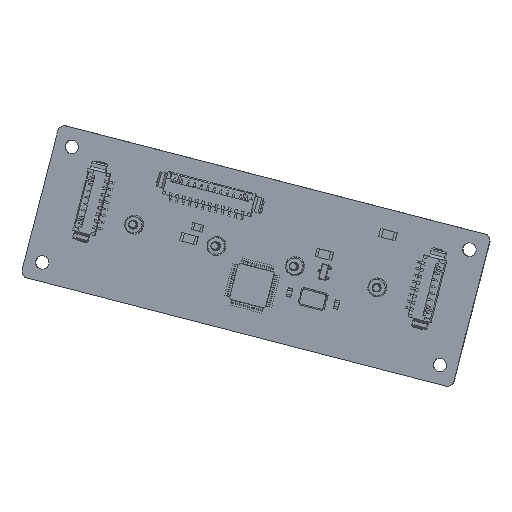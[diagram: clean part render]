
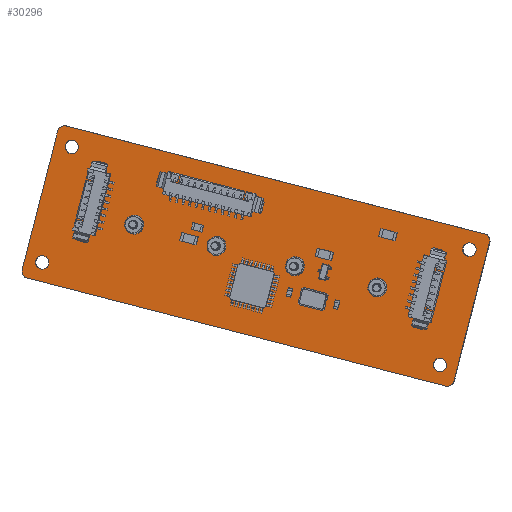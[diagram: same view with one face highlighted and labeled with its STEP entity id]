
A CAD part, front view. The second image highlights one B-rep face of the part: STEP entity #30296.
In plain terms, the highlighted face is planar.
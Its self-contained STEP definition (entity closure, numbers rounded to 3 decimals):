
#1168=FACE_BOUND('',#4240,.T.);
#1169=FACE_BOUND('',#4241,.T.);
#1170=FACE_BOUND('',#4242,.T.);
#1171=FACE_BOUND('',#4243,.T.);
#1172=FACE_BOUND('',#4244,.T.);
#1173=FACE_BOUND('',#4245,.T.);
#1174=FACE_BOUND('',#4246,.T.);
#1175=FACE_BOUND('',#4247,.T.);
#1237=PLANE('',#32275);
#2583=FACE_OUTER_BOUND('',#4239,.T.);
#4239=EDGE_LOOP('',(#21276,#21277,#21278,#21279,#21280,#21281,#21282,#21283));
#4240=EDGE_LOOP('',(#21284));
#4241=EDGE_LOOP('',(#21285));
#4242=EDGE_LOOP('',(#21286));
#4243=EDGE_LOOP('',(#21287));
#4244=EDGE_LOOP('',(#21288));
#4245=EDGE_LOOP('',(#21289));
#4246=EDGE_LOOP('',(#21290));
#4247=EDGE_LOOP('',(#21291));
#5942=LINE('',#42635,#9681);
#5947=LINE('',#42649,#9686);
#5951=LINE('',#42661,#9690);
#5955=LINE('',#42673,#9694);
#9681=VECTOR('',#34499,10.);
#9686=VECTOR('',#34512,10.);
#9690=VECTOR('',#34524,10.);
#9694=VECTOR('',#34536,10.);
#13414=CIRCLE('',#32235,0.9);
#13417=CIRCLE('',#32239,0.9);
#13419=CIRCLE('',#32242,0.9);
#13421=CIRCLE('',#32245,0.9);
#13423=CIRCLE('',#32248,1.25);
#13425=CIRCLE('',#32251,1.25);
#13427=CIRCLE('',#32254,1.25);
#13429=CIRCLE('',#32257,1.25);
#13430=CIRCLE('',#32260,1.27);
#13432=CIRCLE('',#32264,1.27);
#13434=CIRCLE('',#32268,1.27);
#13436=CIRCLE('',#32272,1.27);
#13910=VERTEX_POINT('',#42585);
#13913=VERTEX_POINT('',#42593);
#13915=VERTEX_POINT('',#42599);
#13917=VERTEX_POINT('',#42605);
#13919=VERTEX_POINT('',#42611);
#13921=VERTEX_POINT('',#42617);
#13923=VERTEX_POINT('',#42623);
#13925=VERTEX_POINT('',#42629);
#13926=VERTEX_POINT('',#42633);
#13927=VERTEX_POINT('',#42634);
#13930=VERTEX_POINT('',#42642);
#13932=VERTEX_POINT('',#42648);
#13934=VERTEX_POINT('',#42654);
#13936=VERTEX_POINT('',#42660);
#13938=VERTEX_POINT('',#42666);
#13940=VERTEX_POINT('',#42672);
#16798=EDGE_CURVE('',#13910,#13910,#13414,.T.);
#16802=EDGE_CURVE('',#13913,#13913,#13417,.T.);
#16805=EDGE_CURVE('',#13915,#13915,#13419,.T.);
#16808=EDGE_CURVE('',#13917,#13917,#13421,.T.);
#16811=EDGE_CURVE('',#13919,#13919,#13423,.T.);
#16814=EDGE_CURVE('',#13921,#13921,#13425,.T.);
#16817=EDGE_CURVE('',#13923,#13923,#13427,.T.);
#16820=EDGE_CURVE('',#13925,#13925,#13429,.T.);
#16821=EDGE_CURVE('',#13926,#13927,#5942,.T.);
#16825=EDGE_CURVE('',#13930,#13926,#13430,.T.);
#16828=EDGE_CURVE('',#13932,#13930,#5947,.T.);
#16831=EDGE_CURVE('',#13934,#13932,#13432,.T.);
#16834=EDGE_CURVE('',#13936,#13934,#5951,.T.);
#16837=EDGE_CURVE('',#13938,#13936,#13434,.T.);
#16840=EDGE_CURVE('',#13940,#13938,#5955,.T.);
#16843=EDGE_CURVE('',#13927,#13940,#13436,.T.);
#21276=ORIENTED_EDGE('',*,*,#16843,.F.);
#21277=ORIENTED_EDGE('',*,*,#16821,.F.);
#21278=ORIENTED_EDGE('',*,*,#16825,.F.);
#21279=ORIENTED_EDGE('',*,*,#16828,.F.);
#21280=ORIENTED_EDGE('',*,*,#16831,.F.);
#21281=ORIENTED_EDGE('',*,*,#16834,.F.);
#21282=ORIENTED_EDGE('',*,*,#16837,.F.);
#21283=ORIENTED_EDGE('',*,*,#16840,.F.);
#21284=ORIENTED_EDGE('',*,*,#16798,.T.);
#21285=ORIENTED_EDGE('',*,*,#16802,.T.);
#21286=ORIENTED_EDGE('',*,*,#16820,.F.);
#21287=ORIENTED_EDGE('',*,*,#16817,.F.);
#21288=ORIENTED_EDGE('',*,*,#16814,.F.);
#21289=ORIENTED_EDGE('',*,*,#16811,.F.);
#21290=ORIENTED_EDGE('',*,*,#16808,.F.);
#21291=ORIENTED_EDGE('',*,*,#16805,.F.);
#30296=ADVANCED_FACE('',(#2583,#1168,#1169,#1170,#1171,#1172,#1173,#1174,
#1175),#1237,.F.);
#32235=AXIS2_PLACEMENT_3D('',#42587,#34444,#34445);
#32239=AXIS2_PLACEMENT_3D('',#42595,#34453,#34454);
#32242=AXIS2_PLACEMENT_3D('',#42601,#34460,#34461);
#32245=AXIS2_PLACEMENT_3D('',#42607,#34467,#34468);
#32248=AXIS2_PLACEMENT_3D('',#42613,#34474,#34475);
#32251=AXIS2_PLACEMENT_3D('',#42619,#34481,#34482);
#32254=AXIS2_PLACEMENT_3D('',#42625,#34488,#34489);
#32257=AXIS2_PLACEMENT_3D('',#42631,#34495,#34496);
#32260=AXIS2_PLACEMENT_3D('',#42643,#34505,#34506);
#32264=AXIS2_PLACEMENT_3D('',#42655,#34517,#34518);
#32268=AXIS2_PLACEMENT_3D('',#42667,#34529,#34530);
#32272=AXIS2_PLACEMENT_3D('',#42678,#34541,#34542);
#32275=AXIS2_PLACEMENT_3D('',#42681,#34547,#34548);
#34444=DIRECTION('center_axis',(0.,1.,0.));
#34445=DIRECTION('ref_axis',(1.,0.,0.));
#34453=DIRECTION('center_axis',(0.,1.,0.));
#34454=DIRECTION('ref_axis',(1.,0.,0.));
#34460=DIRECTION('center_axis',(0.,-1.,0.));
#34461=DIRECTION('ref_axis',(1.,0.,0.));
#34467=DIRECTION('center_axis',(0.,-1.,0.));
#34468=DIRECTION('ref_axis',(1.,0.,0.));
#34474=DIRECTION('center_axis',(0.,-1.,0.));
#34475=DIRECTION('ref_axis',(1.,0.,0.));
#34481=DIRECTION('center_axis',(0.,-1.,0.));
#34482=DIRECTION('ref_axis',(1.,0.,0.));
#34488=DIRECTION('center_axis',(0.,-1.,0.));
#34489=DIRECTION('ref_axis',(1.,0.,0.));
#34495=DIRECTION('center_axis',(0.,-1.,0.));
#34496=DIRECTION('ref_axis',(1.,0.,0.));
#34499=DIRECTION('',(0.,0.,1.));
#34505=DIRECTION('center_axis',(0.,1.,0.));
#34506=DIRECTION('ref_axis',(0.,0.,-1.));
#34512=DIRECTION('',(-1.,0.,0.));
#34517=DIRECTION('center_axis',(0.,1.,0.));
#34518=DIRECTION('ref_axis',(1.,0.,0.));
#34524=DIRECTION('',(0.,0.,-1.));
#34529=DIRECTION('center_axis',(0.,1.,0.));
#34530=DIRECTION('ref_axis',(0.,0.,1.));
#34536=DIRECTION('',(1.,0.,0.));
#34541=DIRECTION('center_axis',(0.,1.,0.));
#34542=DIRECTION('ref_axis',(-1.,0.,0.));
#34547=DIRECTION('center_axis',(0.,1.,0.));
#34548=DIRECTION('ref_axis',(0.,0.,1.));
#42585=CARTESIAN_POINT('',(-64.13,0.,14.5));
#42587=CARTESIAN_POINT('Origin',(-63.23,0.,14.5));
#42593=CARTESIAN_POINT('',(-17.63,0.,14.5));
#42595=CARTESIAN_POINT('Origin',(-16.73,0.,14.5));
#42599=CARTESIAN_POINT('',(-33.38,0.,14.5));
#42601=CARTESIAN_POINT('Origin',(-32.48,0.,14.5));
#42605=CARTESIAN_POINT('',(-48.38,0.,14.5));
#42607=CARTESIAN_POINT('Origin',(-47.48,0.,14.5));
#42611=CARTESIAN_POINT('',(-79.23,0.,25.5));
#42613=CARTESIAN_POINT('Origin',(-77.98,0.,25.5));
#42617=CARTESIAN_POINT('',(-3.23,0.,3.5));
#42619=CARTESIAN_POINT('Origin',(-1.98,0.,3.5));
#42623=CARTESIAN_POINT('',(-3.23,0.,25.5));
#42625=CARTESIAN_POINT('Origin',(-1.98,0.,25.5));
#42629=CARTESIAN_POINT('',(-79.23,0.,3.5));
#42631=CARTESIAN_POINT('Origin',(-77.98,0.,3.5));
#42633=CARTESIAN_POINT('',(-81.23,0.,1.27));
#42634=CARTESIAN_POINT('',(-81.23,0.,27.73));
#42635=CARTESIAN_POINT('',(-81.23,0.,1.27));
#42642=CARTESIAN_POINT('',(-79.96,0.,0.));
#42643=CARTESIAN_POINT('Origin',(-79.96,0.,1.27));
#42648=CARTESIAN_POINT('',(0.,0.,0.));
#42649=CARTESIAN_POINT('',(0.,0.,0.));
#42654=CARTESIAN_POINT('',(1.27,0.,1.27));
#42655=CARTESIAN_POINT('Origin',(0.,0.,1.27));
#42660=CARTESIAN_POINT('',(1.27,0.,27.73));
#42661=CARTESIAN_POINT('',(1.27,0.,27.73));
#42666=CARTESIAN_POINT('',(0.,0.,29.));
#42667=CARTESIAN_POINT('Origin',(0.,0.,27.73));
#42672=CARTESIAN_POINT('',(-79.96,0.,29.));
#42673=CARTESIAN_POINT('',(-79.96,0.,29.));
#42678=CARTESIAN_POINT('Origin',(-79.96,0.,27.73));
#42681=CARTESIAN_POINT('Origin',(-39.98,0.,14.5));
